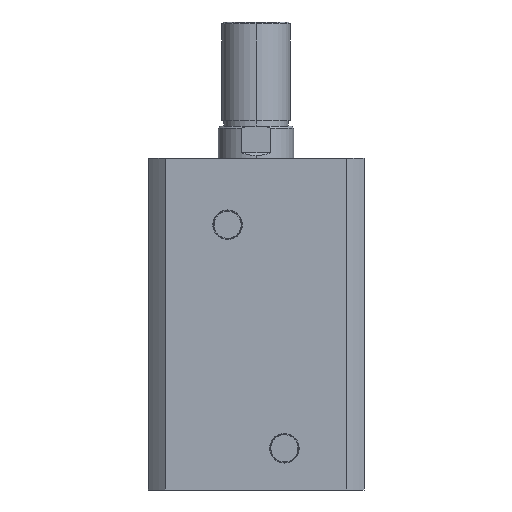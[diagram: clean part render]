
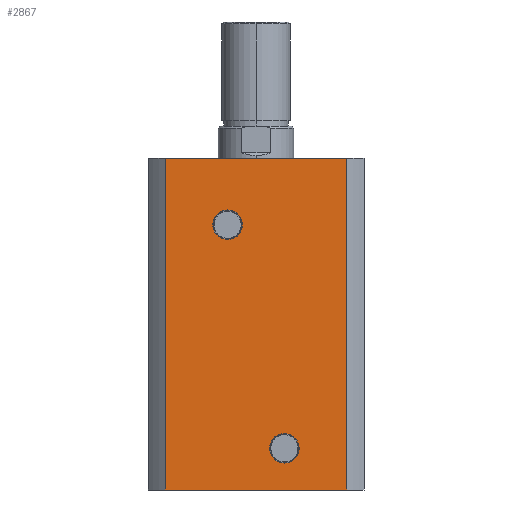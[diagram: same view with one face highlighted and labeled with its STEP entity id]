
A CAD part, left-side view. The second image highlights one B-rep face of the part: STEP entity #2867.
In plain terms, the highlighted planar face has unit normal (-1, 0, 0).
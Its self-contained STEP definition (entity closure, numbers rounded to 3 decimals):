
#67 = ORIENTED_EDGE ( 'NONE', *, *, #1913, .T. ) ;
#68 = ORIENTED_EDGE ( 'NONE', *, *, #1919, .F. ) ;
#69 = ORIENTED_EDGE ( 'NONE', *, *, #1918, .F. ) ;
#71 = ORIENTED_EDGE ( 'NONE', *, *, #1917, .T. ) ;
#72 = ORIENTED_EDGE ( 'NONE', *, *, #1786, .F. ) ;
#73 = ORIENTED_EDGE ( 'NONE', *, *, #1916, .F. ) ;
#74 = ORIENTED_EDGE ( 'NONE', *, *, #1778, .F. ) ;
#75 = ORIENTED_EDGE ( 'NONE', *, *, #1915, .F. ) ;
#439 = FACE_OUTER_BOUND ( 'NONE', #3128, .T. ) ;
#446 = FACE_BOUND ( 'NONE', #3110, .T. ) ;
#449 = FACE_BOUND ( 'NONE', #3121, .T. ) ;
#670 = VERTEX_POINT ( 'NONE', #3216 ) ;
#885 = DIRECTION ( 'NONE',  ( 0., 0., -1. ) ) ;
#891 = CARTESIAN_POINT ( 'NONE',  ( -57., 47.971, 175. ) ) ;
#900 = CARTESIAN_POINT ( 'NONE',  ( -57., 0., 0. ) ) ;
#901 = DIRECTION ( 'NONE',  ( 0., -1., 0. ) ) ;
#902 = CARTESIAN_POINT ( 'NONE',  ( -57., -15., 22. ) ) ;
#903 = DIRECTION ( 'NONE',  ( -1., 0., 0. ) ) ;
#904 = DIRECTION ( 'NONE',  ( 0., 0., 1. ) ) ;
#906 = CARTESIAN_POINT ( 'NONE',  ( -57., 0., 175. ) ) ;
#907 = CARTESIAN_POINT ( 'NONE',  ( -57., 15., 140. ) ) ;
#908 = DIRECTION ( 'NONE',  ( -1., 0., 0. ) ) ;
#909 = DIRECTION ( 'NONE',  ( 0., 0., 1. ) ) ;
#910 = CARTESIAN_POINT ( 'NONE',  ( -57., -47.971, 175. ) ) ;
#912 = DIRECTION ( 'NONE',  ( 0., 0., -1. ) ) ;
#913 = DIRECTION ( 'NONE',  ( 0., -1., 0. ) ) ;
#1156 = VERTEX_POINT ( 'NONE', #3176 ) ;
#1299 = CIRCLE ( 'NONE', #2990, 7.797 ) ;
#1309 = CIRCLE ( 'NONE', #3031, 7.797 ) ;
#1525 = LINE ( 'NONE', #891, #1527 ) ;
#1526 = LINE ( 'NONE', #906, #1537 ) ;
#1527 = VECTOR ( 'NONE', #885, 1000. ) ;
#1528 = CIRCLE ( 'NONE', #3044, 7.797 ) ;
#1529 = CIRCLE ( 'NONE', #3043, 7.797 ) ;
#1530 = LINE ( 'NONE', #900, #1532 ) ;
#1531 = LINE ( 'NONE', #910, #1535 ) ;
#1532 = VECTOR ( 'NONE', #901, 1000. ) ;
#1535 = VECTOR ( 'NONE', #912, 1000. ) ;
#1537 = VECTOR ( 'NONE', #913, 1000. ) ;
#1778 = EDGE_CURVE ( 'NONE', #3396, #3435, #1299, .T. ) ;
#1786 = EDGE_CURVE ( 'NONE', #3407, #3411, #1309, .T. ) ;
#1913 = EDGE_CURVE ( 'NONE', #3514, #670, #1525, .T. ) ;
#1915 = EDGE_CURVE ( 'NONE', #3435, #3396, #1528, .T. ) ;
#1916 = EDGE_CURVE ( 'NONE', #3411, #3407, #1529, .T. ) ;
#1917 = EDGE_CURVE ( 'NONE', #670, #1156, #1530, .T. ) ;
#1918 = EDGE_CURVE ( 'NONE', #3447, #1156, #1531, .T. ) ;
#1919 = EDGE_CURVE ( 'NONE', #3514, #3447, #1526, .T. ) ;
#2317 = DIRECTION ( 'NONE',  ( 1., 0., 0. ) ) ;
#2323 = CARTESIAN_POINT ( 'NONE',  ( -57., 0., 175. ) ) ;
#2327 = PLANE ( 'NONE',  #3618 ) ;
#2330 = DIRECTION ( 'NONE',  ( 0., 1., 0. ) ) ;
#2605 = CARTESIAN_POINT ( 'NONE',  ( -57., -15., 14.203 ) ) ;
#2620 = CARTESIAN_POINT ( 'NONE',  ( -57., 15., 132.203 ) ) ;
#2625 = CARTESIAN_POINT ( 'NONE',  ( -57., 15., 147.797 ) ) ;
#2659 = CARTESIAN_POINT ( 'NONE',  ( -57., -15., 29.797 ) ) ;
#2672 = CARTESIAN_POINT ( 'NONE',  ( -57., -47.971, 175. ) ) ;
#2675 = CARTESIAN_POINT ( 'NONE',  ( -57., 47.971, 175. ) ) ;
#2867 = ADVANCED_FACE ( 'NONE', ( #446, #449, #439 ), #2327, .F. ) ;
#2990 = AXIS2_PLACEMENT_3D ( 'NONE', #3495, #3498, #3494 ) ;
#3031 = AXIS2_PLACEMENT_3D ( 'NONE', #3497, #3496, #3492 ) ;
#3043 = AXIS2_PLACEMENT_3D ( 'NONE', #907, #908, #909 ) ;
#3044 = AXIS2_PLACEMENT_3D ( 'NONE', #902, #903, #904 ) ;
#3110 = EDGE_LOOP ( 'NONE', ( #75, #74 ) ) ;
#3121 = EDGE_LOOP ( 'NONE', ( #73, #72 ) ) ;
#3128 = EDGE_LOOP ( 'NONE', ( #71, #69, #68, #67 ) ) ;
#3176 = CARTESIAN_POINT ( 'NONE',  ( -57., -47.971, 0. ) ) ;
#3216 = CARTESIAN_POINT ( 'NONE',  ( -57., 47.971, 0. ) ) ;
#3396 = VERTEX_POINT ( 'NONE', #2605 ) ;
#3407 = VERTEX_POINT ( 'NONE', #2620 ) ;
#3411 = VERTEX_POINT ( 'NONE', #2625 ) ;
#3435 = VERTEX_POINT ( 'NONE', #2659 ) ;
#3447 = VERTEX_POINT ( 'NONE', #2672 ) ;
#3492 = DIRECTION ( 'NONE',  ( 0., 0., 1. ) ) ;
#3494 = DIRECTION ( 'NONE',  ( 0., 0., 1. ) ) ;
#3495 = CARTESIAN_POINT ( 'NONE',  ( -57., -15., 22. ) ) ;
#3496 = DIRECTION ( 'NONE',  ( -1., 0., 0. ) ) ;
#3497 = CARTESIAN_POINT ( 'NONE',  ( -57., 15., 140. ) ) ;
#3498 = DIRECTION ( 'NONE',  ( -1., 0., 0. ) ) ;
#3514 = VERTEX_POINT ( 'NONE', #2675 ) ;
#3618 = AXIS2_PLACEMENT_3D ( 'NONE', #2323, #2317, #2330 ) ;
